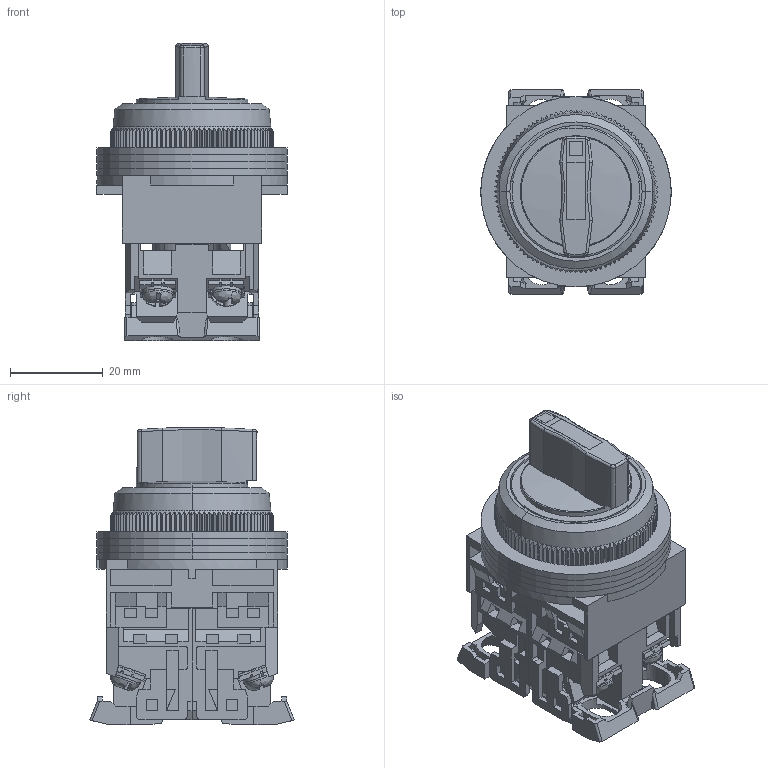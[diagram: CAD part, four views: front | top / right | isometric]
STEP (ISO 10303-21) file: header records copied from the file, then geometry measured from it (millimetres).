
FILE_DESCRIPTION (( 'STEP AP214' ), '1' );
FILE_NAME ('AR30PR-711BZC.step', '2018-02-13T19:32:23', ( '' ), ( '' ), 'SwSTEP 2.0', 'SolidWorks 2017', '' );
FILE_SCHEMA (( 'AUTOMOTIVE_DESIGN' ));
Length unit declared in the file: inch
Products named in the file (1): AR30PR-711BZC
Bounding box: 41 x 44 x 64 mm (x, y, z)
Volume: 37987.9 mm3; surface area: 40347.9 mm2
Topology: 26 solids, 26 shells, 1771 faces, 4920 edges, 3184 vertices
Faces by surface type: plane 1219, cylinder 324, cone 184, bspline 44
Entity records: 82354 total; most frequent: CARTESIAN_POINT 14477, ORIENTED_EDGE 9840, DIRECTION 8532, EDGE_CURVE 4920, VECTOR 3310, LINE 3310, VERTEX_POINT 3184, AXIS2_PLACEMENT_3D 2611
